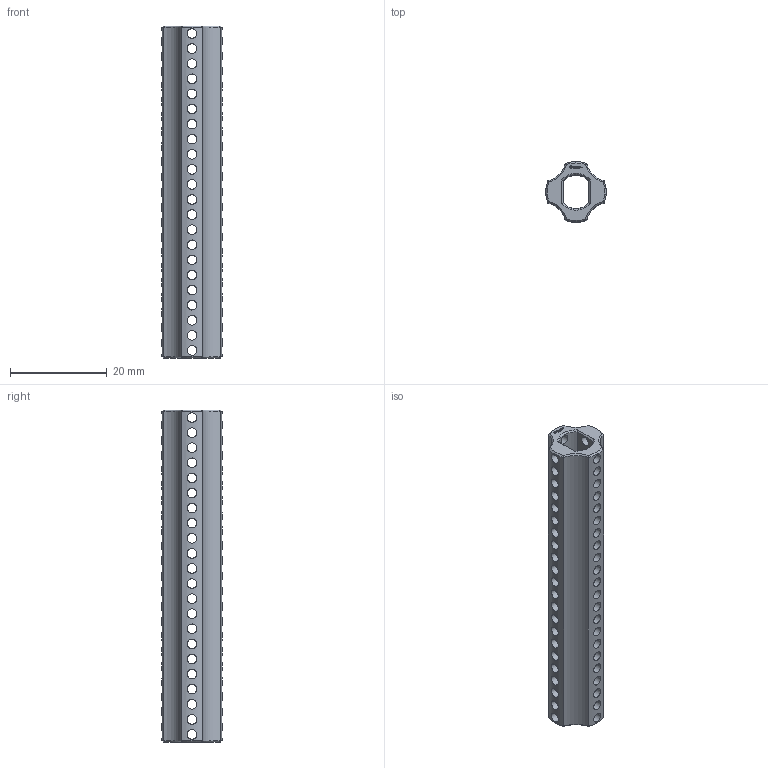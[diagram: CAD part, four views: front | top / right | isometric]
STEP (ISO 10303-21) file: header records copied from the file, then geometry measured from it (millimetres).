
FILE_DESCRIPTION(('FreeCAD Model'),'2;1');
FILE_NAME('Open CASCADE Shape Model','2024-06-16T00:06:11',(''),(''), 'Open CASCADE STEP processor 7.6','FreeCAD','Unknown');
FILE_SCHEMA(('AUTOMOTIVE_DESIGN { 1 0 10303 214 1 1 1 1 }'));
Length unit declared in the file: millimetre
Products named in the file (1): Power-Transmission Hub PLN IDX FXD BU05.50 - SPN-PTH-0022 
(stemfie.org)
Bounding box: 12.5 x 12.5 x 68.75 mm (x, y, z)
Volume: 4100.6 mm3; surface area: 5509.7 mm2
Topology: 1 solids, 1 shells, 579 faces, 1658 edges, 1112 vertices
Faces by surface type: plane 315, extrusion 146, cylinder 98, cone 20
Full cylindrical faces by diameter (mm): 2 x88
Entity records: 25479 total; most frequent: CARTESIAN_POINT 10747, ORIENTED_EDGE 3316, DIRECTION 2312, EDGE_CURVE 1658, VECTOR 1228, VERTEX_POINT 1112, LINE 1082, FACE_BOUND 788
